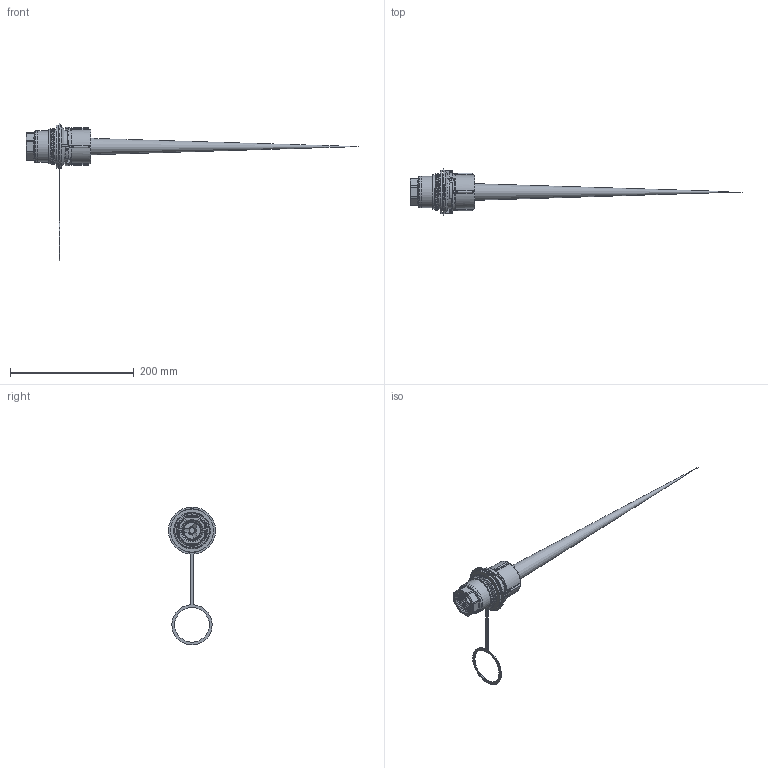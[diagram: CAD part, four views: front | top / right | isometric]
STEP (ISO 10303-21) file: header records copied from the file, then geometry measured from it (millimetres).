
FILE_DESCRIPTION(/* description */ ('1" MALE DQD ASSEMBLY'),/* implementation_level */ '2;1');
FILE_NAME(/* name */ 'DPCMT100.stp',/* time_stamp */ '2020-10-23T15:39:27+02:00',/* author */ ('ABell'),/* organization */ (''),/* preprocessor_version */ 'ST-DEVELOPER v17.2',/* originating_system */ 'Autodesk Inventor 2019',/* authorisation */ '');
FILE_SCHEMA (('AUTOMOTIVE_DESIGN { 1 0 10303 214 3 1 1 }'));
Products named in the file (12): DPCMT100; M1B; M1BY; M1BX; M2; M3; M4; M5; M6B; M7; MC2; MC1X
Assembly tree (11 placements, depth 4):
  DPCMT100
    M1B
      M1BY
        M1BX
    M2
    M3
    M4
    M5
    M6B
    M7
    MC2
    MC1X
Bounding box: 536.87 x 76.16 x 223.05 mm (x, y, z)
Volume: 149291.7 mm3; surface area: 140335.5 mm2
Topology: 11 solids, 11 shells, 1376 faces, 3612 edges, 2348 vertices
Faces by surface type: plane 581, bspline 484, cylinder 212, torus 46, cone 43, sphere 10
Full cylindrical faces by diameter (mm): 2.54 x2, 28.575 x1, 34.925 x2, 35.306 x2, 39.116 x1, 41.275 x3, 42.24 x1, 42.418 x7, 44.078 x2, 44.45 x1, 44.704 x1, 45.212 x7, 48.26 x2, 48.514 x1, 50.8 x2, 54.864 x1, 55.575 x3, 55.88 x1, 59.096 x2, 65.278 x1, 69.596 x2
Entity records: 55930 total; most frequent: CARTESIAN_POINT 24439, ORIENTED_EDGE 7216, DIRECTION 5110, EDGE_CURVE 3608, VERTEX_POINT 2346, LINE 1786, VECTOR 1786, AXIS2_PLACEMENT_3D 1662
